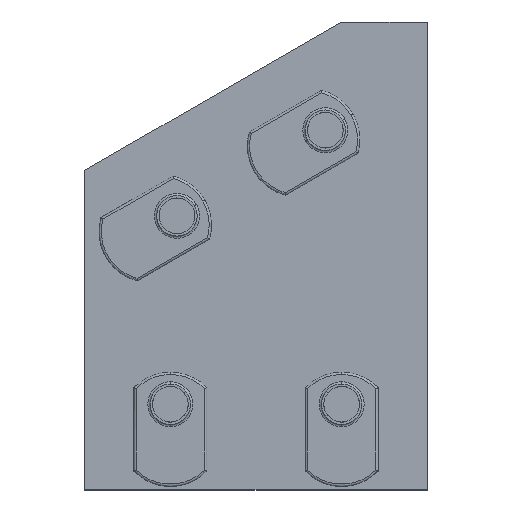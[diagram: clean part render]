
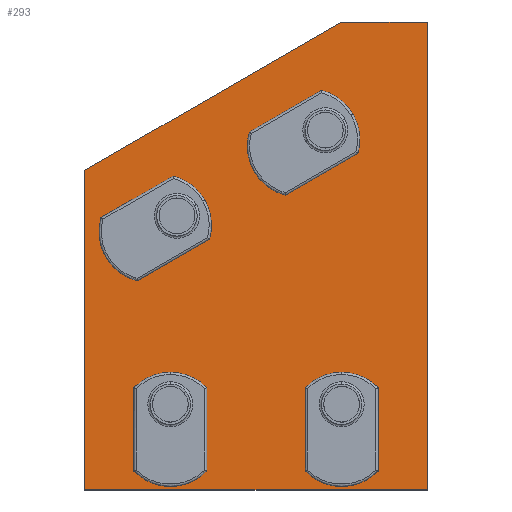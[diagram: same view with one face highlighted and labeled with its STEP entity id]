
A CAD part, top view. The second image highlights one B-rep face of the part: STEP entity #293.
In plain terms, the highlighted planar face has unit normal (0, 0, 1).
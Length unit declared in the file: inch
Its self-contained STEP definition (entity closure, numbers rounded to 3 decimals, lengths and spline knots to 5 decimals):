
#5 = EDGE_CURVE ( 'NONE', #1347, #344, #350, .T. ) ;
#25 = EDGE_CURVE ( 'NONE', #173, #66, #484, .T. ) ;
#28 = ORIENTED_EDGE ( 'NONE', *, *, #270, .T. ) ;
#33 = ORIENTED_EDGE ( 'NONE', *, *, #25, .F. ) ;
#55 = VERTEX_POINT ( 'NONE', #815 ) ;
#66 = VERTEX_POINT ( 'NONE', #970 ) ;
#74 = VERTEX_POINT ( 'NONE', #1002 ) ;
#76 = EDGE_CURVE ( 'NONE', #930, #74, #1009, .T. ) ;
#92 = ORIENTED_EDGE ( 'NONE', *, *, #1874, .T. ) ;
#103 = EDGE_CURVE ( 'NONE', #344, #1347, #1182, .T. ) ;
#111 = EDGE_CURVE ( 'NONE', #221, #2029, #1267, .T. ) ;
#115 = EDGE_LOOP ( 'NONE', ( #273, #192 ) ) ;
#121 = EDGE_CURVE ( 'NONE', #2064, #224, #761, .T. ) ;
#126 = ORIENTED_EDGE ( 'NONE', *, *, #1365, .T. ) ;
#130 = ORIENTED_EDGE ( 'NONE', *, *, #111, .F. ) ;
#136 = EDGE_CURVE ( 'NONE', #2029, #221, #310, .T. ) ;
#147 = EDGE_LOOP ( 'NONE', ( #2075, #492 ) ) ;
#154 = ORIENTED_EDGE ( 'NONE', *, *, #136, .F. ) ;
#173 = VERTEX_POINT ( 'NONE', #643 ) ;
#192 = ORIENTED_EDGE ( 'NONE', *, *, #76, .F. ) ;
#221 = VERTEX_POINT ( 'NONE', #971 ) ;
#224 = VERTEX_POINT ( 'NONE', #995 ) ;
#225 = EDGE_LOOP ( 'NONE', ( #33, #656 ) ) ;
#249 = EDGE_CURVE ( 'NONE', #74, #930, #1062, .T. ) ;
#270 = EDGE_CURVE ( 'NONE', #55, #1014, #1143, .T. ) ;
#273 = ORIENTED_EDGE ( 'NONE', *, *, #249, .F. ) ;
#293 = ADVANCED_FACE ( 'NONE', ( #1240, #1241, #1242, #1243, #1245 ), #1246, .T. ) ;
#310 = CIRCLE ( 'NONE', #311, 0.164 ) ;
#311 = AXIS2_PLACEMENT_3D ( 'NONE', #312, #313, #314 ) ;
#312 = CARTESIAN_POINT ( 'NONE',  ( 2.25, 0.75, 0.25 ) ) ;
#313 = DIRECTION ( 'NONE',  ( 0., 0., 1. ) ) ;
#314 = DIRECTION ( 'NONE',  ( 1., 0., 0. ) ) ;
#344 = VERTEX_POINT ( 'NONE', #732 ) ;
#350 = CIRCLE ( 'NONE', #351, 0.164 ) ;
#351 = AXIS2_PLACEMENT_3D ( 'NONE', #352, #353, #354 ) ;
#352 = CARTESIAN_POINT ( 'NONE',  ( 2.10704, 3.15, 0.25 ) ) ;
#353 = DIRECTION ( 'NONE',  ( 0., 0., 1. ) ) ;
#354 = DIRECTION ( 'NONE',  ( 1., 0., 0. ) ) ;
#424 = CARTESIAN_POINT ( 'NONE',  ( 0.586, 0.75, 0.25 ) ) ;
#469 = CARTESIAN_POINT ( 'NONE',  ( 3., 0., 0.25 ) ) ;
#484 = CIRCLE ( 'NONE', #485, 0.164 ) ;
#485 = AXIS2_PLACEMENT_3D ( 'NONE', #486, #487, #488 ) ;
#486 = CARTESIAN_POINT ( 'NONE',  ( 0.808, 2.4, 0.25 ) ) ;
#487 = DIRECTION ( 'NONE',  ( 0., 0., 1. ) ) ;
#488 = DIRECTION ( 'NONE',  ( 1., 0., 0. ) ) ;
#492 = ORIENTED_EDGE ( 'NONE', *, *, #103, .F. ) ;
#531 = CARTESIAN_POINT ( 'NONE',  ( 0., 2.799, 0.25 ) ) ;
#545 = EDGE_CURVE ( 'NONE', #224, #1157, #880, .T. ) ;
#600 = EDGE_LOOP ( 'NONE', ( #154, #130 ) ) ;
#643 = CARTESIAN_POINT ( 'NONE',  ( 0.972, 2.4, 0.25 ) ) ;
#644 = CARTESIAN_POINT ( 'NONE',  ( 2.27104, 3.15, 0.25 ) ) ;
#656 = ORIENTED_EDGE ( 'NONE', *, *, #1453, .F. ) ;
#660 = LINE ( 'NONE', #661, #662 ) ;
#661 = CARTESIAN_POINT ( 'NONE',  ( 0., 2.799, 0.25 ) ) ;
#662 = VECTOR ( 'NONE', #663, 39.37008 ) ;
#663 = DIRECTION ( 'NONE',  ( 0., -1., 0. ) ) ;
#715 = CIRCLE ( 'NONE', #716, 0.164 ) ;
#716 = AXIS2_PLACEMENT_3D ( 'NONE', #717, #718, #719 ) ;
#717 = CARTESIAN_POINT ( 'NONE',  ( 0.808, 2.4, 0.25 ) ) ;
#718 = DIRECTION ( 'NONE',  ( 0., 0., 1. ) ) ;
#719 = DIRECTION ( 'NONE',  ( 1., 0., 0. ) ) ;
#732 = CARTESIAN_POINT ( 'NONE',  ( 1.94304, 3.15, 0.25 ) ) ;
#761 = LINE ( 'NONE', #762, #763 ) ;
#762 = CARTESIAN_POINT ( 'NONE',  ( 3., 4.09804, 0.25 ) ) ;
#763 = VECTOR ( 'NONE', #764, 39.37008 ) ;
#764 = DIRECTION ( 'NONE',  ( -1., 0., 0. ) ) ;
#815 = CARTESIAN_POINT ( 'NONE',  ( 0., 0., 0.25 ) ) ;
#821 = CARTESIAN_POINT ( 'NONE',  ( 3., 4.09804, 0.25 ) ) ;
#880 = LINE ( 'NONE', #881, #882 ) ;
#881 = CARTESIAN_POINT ( 'NONE',  ( 2.25, 4.09804, 0.25 ) ) ;
#882 = VECTOR ( 'NONE', #883, 39.37008 ) ;
#883 = DIRECTION ( 'NONE',  ( -0.866, -0.5, 0. ) ) ;
#930 = VERTEX_POINT ( 'NONE', #424 ) ;
#970 = CARTESIAN_POINT ( 'NONE',  ( 0.644, 2.4, 0.25 ) ) ;
#971 = CARTESIAN_POINT ( 'NONE',  ( 2.086, 0.75, 0.25 ) ) ;
#995 = CARTESIAN_POINT ( 'NONE',  ( 2.25, 4.09804, 0.25 ) ) ;
#1002 = CARTESIAN_POINT ( 'NONE',  ( 0.914, 0.75, 0.25 ) ) ;
#1009 = CIRCLE ( 'NONE', #1010, 0.164 ) ;
#1010 = AXIS2_PLACEMENT_3D ( 'NONE', #1011, #1012, #1013 ) ;
#1011 = CARTESIAN_POINT ( 'NONE',  ( 0.75, 0.75, 0.25 ) ) ;
#1012 = DIRECTION ( 'NONE',  ( 0., 0., 1. ) ) ;
#1013 = DIRECTION ( 'NONE',  ( 1., 0., 0. ) ) ;
#1014 = VERTEX_POINT ( 'NONE', #469 ) ;
#1015 = LINE ( 'NONE', #1016, #1017 ) ;
#1016 = CARTESIAN_POINT ( 'NONE',  ( 3., 0., 0.25 ) ) ;
#1017 = VECTOR ( 'NONE', #1018, 39.37008 ) ;
#1018 = DIRECTION ( 'NONE',  ( 0., 1., 0. ) ) ;
#1062 = CIRCLE ( 'NONE', #1063, 0.164 ) ;
#1063 = AXIS2_PLACEMENT_3D ( 'NONE', #1064, #1067, #1068 ) ;
#1064 = CARTESIAN_POINT ( 'NONE',  ( 0.75, 0.75, 0.25 ) ) ;
#1067 = DIRECTION ( 'NONE',  ( 0., 0., 1. ) ) ;
#1068 = DIRECTION ( 'NONE',  ( 1., 0., 0. ) ) ;
#1077 = CARTESIAN_POINT ( 'NONE',  ( 2.414, 0.75, 0.25 ) ) ;
#1143 = LINE ( 'NONE', #1144, #1145 ) ;
#1144 = CARTESIAN_POINT ( 'NONE',  ( 0., 0., 0.25 ) ) ;
#1145 = VECTOR ( 'NONE', #1146, 39.37008 ) ;
#1146 = DIRECTION ( 'NONE',  ( 1., 0., 0. ) ) ;
#1157 = VERTEX_POINT ( 'NONE', #531 ) ;
#1182 = CIRCLE ( 'NONE', #1183, 0.164 ) ;
#1183 = AXIS2_PLACEMENT_3D ( 'NONE', #1184, #1185, #1186 ) ;
#1184 = CARTESIAN_POINT ( 'NONE',  ( 2.10704, 3.15, 0.25 ) ) ;
#1185 = DIRECTION ( 'NONE',  ( 0., 0., 1. ) ) ;
#1186 = DIRECTION ( 'NONE',  ( 1., 0., 0. ) ) ;
#1240 = FACE_BOUND ( 'NONE', #147, .T. ) ;
#1241 = FACE_BOUND ( 'NONE', #225, .T. ) ;
#1242 = FACE_BOUND ( 'NONE', #600, .T. ) ;
#1243 = FACE_BOUND ( 'NONE', #115, .T. ) ;
#1245 = FACE_OUTER_BOUND ( 'NONE', #2068, .T. ) ;
#1246 = PLANE ( 'NONE',  #1247 ) ;
#1247 = AXIS2_PLACEMENT_3D ( 'NONE', #1248, #1249, #1250 ) ;
#1248 = CARTESIAN_POINT ( 'NONE',  ( 0., 0., 0.25 ) ) ;
#1249 = DIRECTION ( 'NONE',  ( 0., 0., 1. ) ) ;
#1250 = DIRECTION ( 'NONE',  ( 1., 0., 0. ) ) ;
#1267 = CIRCLE ( 'NONE', #1268, 0.164 ) ;
#1268 = AXIS2_PLACEMENT_3D ( 'NONE', #1269, #1270, #1271 ) ;
#1269 = CARTESIAN_POINT ( 'NONE',  ( 2.25, 0.75, 0.25 ) ) ;
#1270 = DIRECTION ( 'NONE',  ( 0., 0., 1. ) ) ;
#1271 = DIRECTION ( 'NONE',  ( 1., 0., 0. ) ) ;
#1347 = VERTEX_POINT ( 'NONE', #644 ) ;
#1365 = EDGE_CURVE ( 'NONE', #1157, #55, #660, .T. ) ;
#1453 = EDGE_CURVE ( 'NONE', #66, #173, #715, .T. ) ;
#1874 = EDGE_CURVE ( 'NONE', #1014, #2064, #1015, .T. ) ;
#2029 = VERTEX_POINT ( 'NONE', #1077 ) ;
#2064 = VERTEX_POINT ( 'NONE', #821 ) ;
#2068 = EDGE_LOOP ( 'NONE', ( #126, #28, #92, #2118, #2092 ) ) ;
#2075 = ORIENTED_EDGE ( 'NONE', *, *, #5, .F. ) ;
#2092 = ORIENTED_EDGE ( 'NONE', *, *, #545, .T. ) ;
#2118 = ORIENTED_EDGE ( 'NONE', *, *, #121, .T. ) ;
